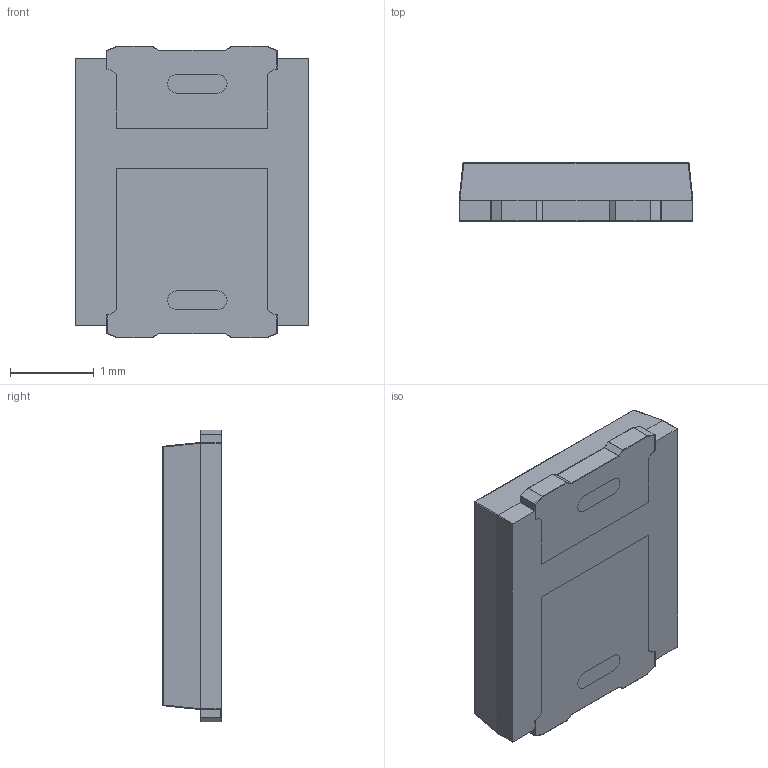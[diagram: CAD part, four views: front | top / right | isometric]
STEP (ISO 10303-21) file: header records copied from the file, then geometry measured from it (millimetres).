
FILE_DESCRIPTION (( 'STEP AP214' ), '1' );
FILE_NAME ('EF2B9D7F-5224-4A08-AAFA-AC50F6AA1277.STEP', '2022-07-23T06:41:30', ( '' ), ( '' ), 'SwSTEP 2.0', 'SolidWorks 2022', '' );
FILE_SCHEMA (( 'AUTOMOTIVE_DESIGN' ));
Length unit declared in the file: millimetre
Products named in the file (1): EF2B9D7F-5224-4A08-AAFA-AC50F6AA1277
Bounding box: 2.8 x 0.7 x 3.5 mm (x, y, z)
Volume: 5.8 mm3; surface area: 58.1 mm2
Topology: 4 solids, 4 shells, 226 faces, 567 edges, 307 vertices
Faces by surface type: cylinder 92, plane 74, sphere 29, torus 12, bspline 11, cone 8
Entity records: 6496 total; most frequent: CARTESIAN_POINT 1342, DIRECTION 1094, ORIENTED_EDGE 1044, EDGE_CURVE 522, AXIS2_PLACEMENT_3D 399, VERTEX_POINT 307, VECTOR 296, LINE 296
